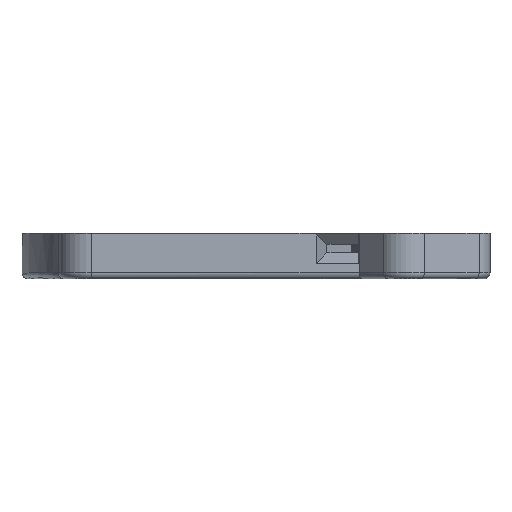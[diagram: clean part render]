
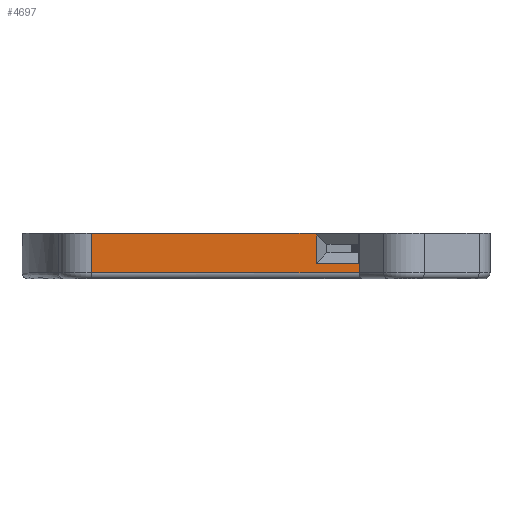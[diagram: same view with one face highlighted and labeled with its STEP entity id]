
A CAD part, left-side view. The second image highlights one B-rep face of the part: STEP entity #4697.
In plain terms, the highlighted planar face has unit normal (-1, 0, 0).
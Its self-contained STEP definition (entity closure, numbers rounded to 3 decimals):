
#74=FACE_BOUND('',#496,.T.);
#224=FACE_OUTER_BOUND('',#495,.T.);
#495=EDGE_LOOP('',(#3368,#3369,#3370,#3371));
#496=EDGE_LOOP('',(#3372,#3373,#3374,#3375));
#774=LINE('',#6612,#1362);
#953=LINE('',#7368,#1541);
#964=LINE('',#7449,#1552);
#965=LINE('',#7451,#1553);
#966=LINE('',#7454,#1554);
#967=LINE('',#7456,#1555);
#968=LINE('',#7458,#1556);
#969=LINE('',#7459,#1557);
#1362=VECTOR('',#5323,10.);
#1541=VECTOR('',#5546,10.);
#1552=VECTOR('',#5603,10.);
#1553=VECTOR('',#5606,10.);
#1554=VECTOR('',#5607,10.);
#1555=VECTOR('',#5608,10.);
#1556=VECTOR('',#5609,10.);
#1557=VECTOR('',#5610,10.);
#1948=VERTEX_POINT('',#6609);
#1949=VERTEX_POINT('',#6611);
#2148=VERTEX_POINT('',#7366);
#2149=VERTEX_POINT('',#7367);
#2161=VERTEX_POINT('',#7452);
#2162=VERTEX_POINT('',#7453);
#2163=VERTEX_POINT('',#7455);
#2164=VERTEX_POINT('',#7457);
#2405=EDGE_CURVE('',#1948,#1949,#774,.T.);
#2613=EDGE_CURVE('',#2148,#2149,#953,.T.);
#2639=EDGE_CURVE('',#1948,#2149,#964,.T.);
#2640=EDGE_CURVE('',#1949,#2148,#965,.T.);
#2641=EDGE_CURVE('',#2161,#2162,#966,.T.);
#2642=EDGE_CURVE('',#2163,#2162,#967,.T.);
#2643=EDGE_CURVE('',#2164,#2163,#968,.T.);
#2644=EDGE_CURVE('',#2161,#2164,#969,.T.);
#3368=ORIENTED_EDGE('',*,*,#2613,.F.);
#3369=ORIENTED_EDGE('',*,*,#2640,.F.);
#3370=ORIENTED_EDGE('',*,*,#2405,.F.);
#3371=ORIENTED_EDGE('',*,*,#2639,.T.);
#3372=ORIENTED_EDGE('',*,*,#2641,.T.);
#3373=ORIENTED_EDGE('',*,*,#2642,.F.);
#3374=ORIENTED_EDGE('',*,*,#2643,.F.);
#3375=ORIENTED_EDGE('',*,*,#2644,.F.);
#4466=PLANE('',#5003);
#4697=ADVANCED_FACE('',(#224,#74),#4466,.T.);
#5003=AXIS2_PLACEMENT_3D('',#7450,#5604,#5605);
#5323=DIRECTION('',(0.,-1.,0.));
#5546=DIRECTION('',(0.,1.,0.));
#5603=DIRECTION('',(0.,0.,-1.));
#5604=DIRECTION('center_axis',(-1.,0.,
0.));
#5605=DIRECTION('ref_axis',(0.,1.,0.));
#5606=DIRECTION('',(0.,0.,-1.));
#5607=DIRECTION('',(0.,0.,-1.));
#5608=DIRECTION('',(0.,-1.,0.));
#5609=DIRECTION('',(0.,0.,-1.));
#5610=DIRECTION('',(0.,1.,0.));
#6609=CARTESIAN_POINT('',(66.778,47.112,6.));
#6611=CARTESIAN_POINT('',(66.778,-17.247,6.));
#6612=CARTESIAN_POINT('',(66.778,-17.247,6.));
#7366=CARTESIAN_POINT('',(66.778,-17.247,-3.5));
#7367=CARTESIAN_POINT('',(66.778,47.112,-3.5));
#7368=CARTESIAN_POINT('',(66.778,-3.,-3.5));
#7449=CARTESIAN_POINT('',(66.778,47.112,-3.));
#7450=CARTESIAN_POINT('Origin',(66.778,-17.247,-3.));
#7451=CARTESIAN_POINT('',(66.778,-17.247,-3.));
#7452=CARTESIAN_POINT('',(66.778,-17.2,5.8));
#7453=CARTESIAN_POINT('',(66.778,-17.2,-1.25));
#7454=CARTESIAN_POINT('',(66.778,-17.2,0.15));
#7455=CARTESIAN_POINT('',(66.778,-7.,-1.25));
#7456=CARTESIAN_POINT('',(66.778,-17.224,-1.25));
#7457=CARTESIAN_POINT('',(66.778,-7.,5.8));
#7458=CARTESIAN_POINT('',(66.778,-7.,-0.875));
#7459=CARTESIAN_POINT('',(66.778,-13.374,5.8));
